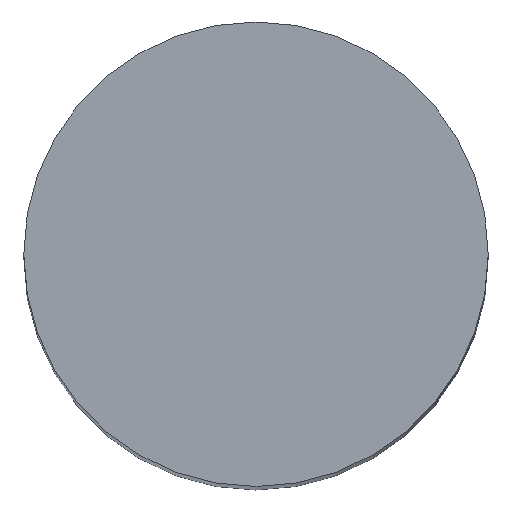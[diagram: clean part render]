
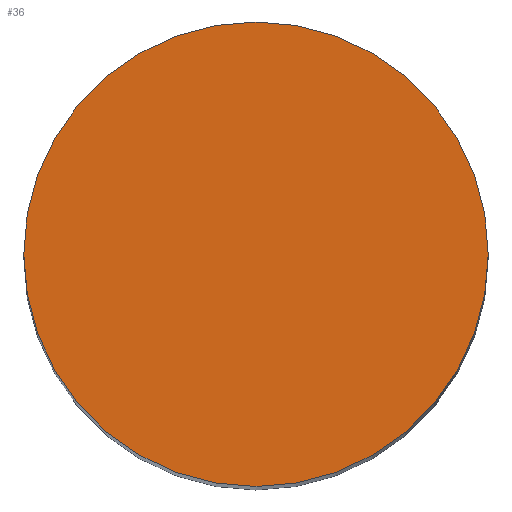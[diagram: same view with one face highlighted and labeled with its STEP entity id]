
A CAD part, top view. The second image highlights one B-rep face of the part: STEP entity #36.
In plain terms, the highlighted planar face has unit normal (0, 0, 1).
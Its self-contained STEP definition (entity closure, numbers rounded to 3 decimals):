
#2 = DIRECTION ( 'NONE',  ( 0., 0., 1. ) ) ;
#4 = EDGE_CURVE ( 'NONE', #55, #38, #87, .T. ) ;
#10 = ORIENTED_EDGE ( 'NONE', *, *, #102, .T. ) ;
#14 = AXIS2_PLACEMENT_3D ( 'NONE', #122, #75, #91 ) ;
#20 = EDGE_LOOP ( 'NONE', ( #101, #10 ) ) ;
#22 = CARTESIAN_POINT ( 'NONE',  ( 0., 0., 8. ) ) ;
#31 = PLANE ( 'NONE',  #100 ) ;
#36 = ADVANCED_FACE ( 'NONE', ( #105 ), #31, .T. ) ;
#37 = DIRECTION ( 'NONE',  ( 0., 0., 1. ) ) ;
#38 = VERTEX_POINT ( 'NONE', #112 ) ;
#42 = DIRECTION ( 'NONE',  ( 1., 0., 0. ) ) ;
#55 = VERTEX_POINT ( 'NONE', #93 ) ;
#75 = DIRECTION ( 'NONE',  ( 0., 0., 1. ) ) ;
#76 = DIRECTION ( 'NONE',  ( 1., 0., 0. ) ) ;
#82 = AXIS2_PLACEMENT_3D ( 'NONE', #108, #2, #42 ) ;
#87 = CIRCLE ( 'NONE', #14, 2.49 ) ;
#91 = DIRECTION ( 'NONE',  ( 1., 0., 0. ) ) ;
#93 = CARTESIAN_POINT ( 'NONE',  ( 2.49, 0., 8. ) ) ;
#94 = CIRCLE ( 'NONE', #82, 2.49 ) ;
#100 = AXIS2_PLACEMENT_3D ( 'NONE', #22, #37, #76 ) ;
#101 = ORIENTED_EDGE ( 'NONE', *, *, #4, .T. ) ;
#102 = EDGE_CURVE ( 'NONE', #38, #55, #94, .T. ) ;
#105 = FACE_OUTER_BOUND ( 'NONE', #20, .T. ) ;
#108 = CARTESIAN_POINT ( 'NONE',  ( 0., 0., 8. ) ) ;
#112 = CARTESIAN_POINT ( 'NONE',  ( -2.49, 0., 8. ) ) ;
#122 = CARTESIAN_POINT ( 'NONE',  ( 0., 0., 8. ) ) ;
